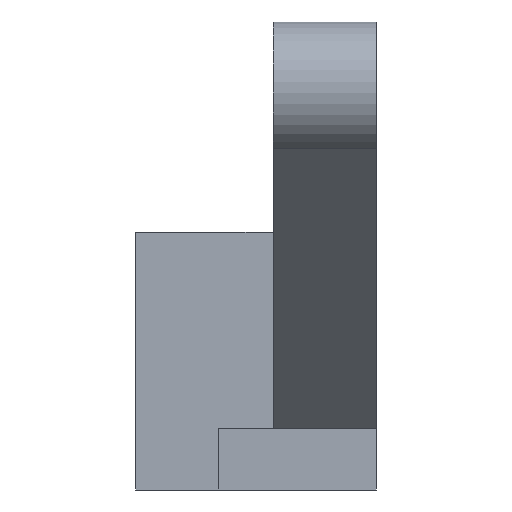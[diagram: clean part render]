
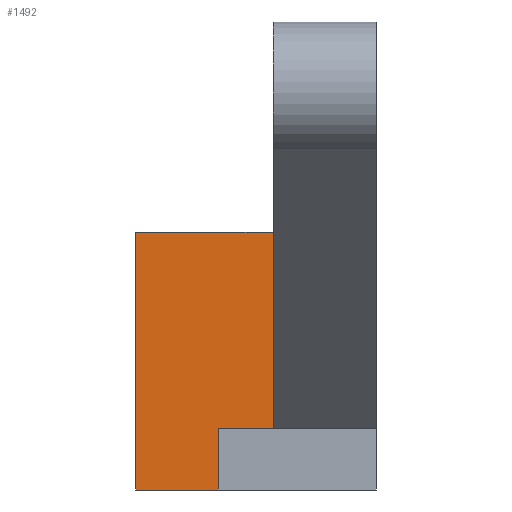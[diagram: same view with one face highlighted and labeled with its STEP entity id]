
A CAD part, left-side view. The second image highlights one B-rep face of the part: STEP entity #1492.
In plain terms, the highlighted planar face has unit normal (-1, 0, 0).
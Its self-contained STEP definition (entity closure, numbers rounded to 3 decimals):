
#160=FACE_OUTER_BOUND('',#249,.T.);
#249=EDGE_LOOP('',(#1231,#1232,#1233,#1234,#1235,#1236));
#380=LINE('',#2294,#546);
#407=LINE('',#2355,#573);
#419=LINE('',#2378,#585);
#420=LINE('',#2380,#586);
#421=LINE('',#2382,#587);
#422=LINE('',#2383,#588);
#546=VECTOR('',#1847,10.);
#573=VECTOR('',#1906,10.);
#585=VECTOR('',#1932,10.);
#586=VECTOR('',#1933,10.);
#587=VECTOR('',#1934,10.);
#588=VECTOR('',#1935,10.);
#716=VERTEX_POINT('',#2291);
#717=VERTEX_POINT('',#2293);
#735=VERTEX_POINT('',#2354);
#739=VERTEX_POINT('',#2377);
#740=VERTEX_POINT('',#2379);
#741=VERTEX_POINT('',#2381);
#880=EDGE_CURVE('',#716,#717,#380,.T.);
#912=EDGE_CURVE('',#717,#735,#407,.T.);
#924=EDGE_CURVE('',#739,#716,#419,.T.);
#925=EDGE_CURVE('',#740,#739,#420,.T.);
#926=EDGE_CURVE('',#740,#741,#421,.T.);
#927=EDGE_CURVE('',#735,#741,#422,.T.);
#1231=ORIENTED_EDGE('',*,*,#880,.F.);
#1232=ORIENTED_EDGE('',*,*,#924,.F.);
#1233=ORIENTED_EDGE('',*,*,#925,.F.);
#1234=ORIENTED_EDGE('',*,*,#926,.T.);
#1235=ORIENTED_EDGE('',*,*,#927,.F.);
#1236=ORIENTED_EDGE('',*,*,#912,.F.);
#1434=PLANE('',#1611);
#1492=ADVANCED_FACE('',(#160),#1434,.T.);
#1611=AXIS2_PLACEMENT_3D('',#2376,#1930,#1931);
#1847=DIRECTION('',(0.,0.,1.));
#1906=DIRECTION('',(0.,-1.,0.));
#1930=DIRECTION('center_axis',(-1.,0.,0.));
#1931=DIRECTION('ref_axis',(0.,0.,-1.));
#1932=DIRECTION('',(0.,1.,0.));
#1933=DIRECTION('',(0.,0.,-1.));
#1934=DIRECTION('',(0.,-1.,0.));
#1935=DIRECTION('',(0.,0.,-1.));
#2291=CARTESIAN_POINT('',(-17.745,18.378,-144.405));
#2293=CARTESIAN_POINT('',(-17.745,18.378,-131.924));
#2294=CARTESIAN_POINT('',(-17.745,18.378,-141.405));
#2354=CARTESIAN_POINT('',(-17.745,11.722,-131.924));
#2355=CARTESIAN_POINT('',(-17.745,18.378,-131.924));
#2376=CARTESIAN_POINT('Origin',(-17.745,18.378,-131.924));
#2377=CARTESIAN_POINT('',(-17.745,14.378,-144.405));
#2378=CARTESIAN_POINT('',(-17.745,18.378,-144.405));
#2379=CARTESIAN_POINT('',(-17.745,14.378,-141.405));
#2380=CARTESIAN_POINT('',(-17.745,14.378,-141.405));
#2381=CARTESIAN_POINT('',(-17.745,11.722,-141.405));
#2382=CARTESIAN_POINT('',(-17.745,18.378,-141.405));
#2383=CARTESIAN_POINT('',(-17.745,11.722,-131.751));
